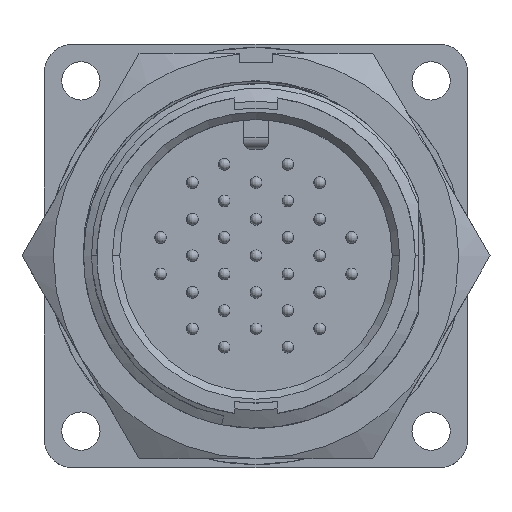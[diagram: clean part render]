
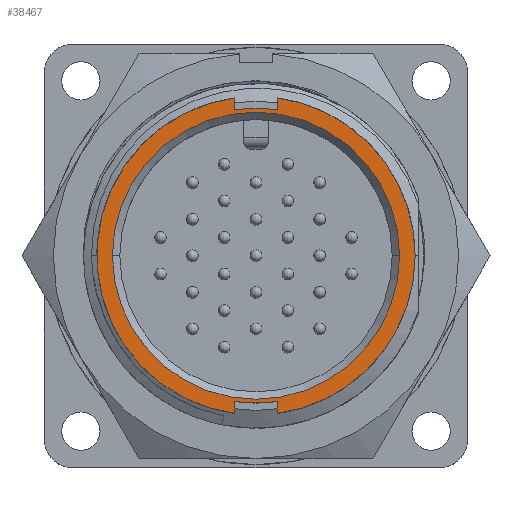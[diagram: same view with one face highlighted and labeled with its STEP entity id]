
A CAD part, top view. The second image highlights one B-rep face of the part: STEP entity #38467.
In plain terms, the highlighted planar face has unit normal (0, 0, 1).
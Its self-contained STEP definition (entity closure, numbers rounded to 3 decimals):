
#345 = ORIENTED_EDGE ( 'NONE', *, *, #3774, .F. ) ;
#362 = DIRECTION ( 'NONE',  ( -1., 0., 0. ) ) ;
#439 = VECTOR ( 'NONE', #27493, 1000. ) ;
#553 = CIRCLE ( 'NONE', #37909, 12.37 ) ;
#743 = VERTEX_POINT ( 'NONE', #8681 ) ;
#916 = AXIS2_PLACEMENT_3D ( 'NONE', #36812, #18575, #362 ) ;
#1022 = EDGE_LOOP ( 'NONE', ( #22098, #35497, #25537, #31145, #1936, #345, #5825, #24841, #2404 ) ) ;
#1128 = EDGE_CURVE ( 'NONE', #35372, #37853, #553, .T. ) ;
#1683 = DIRECTION ( 'NONE',  ( 1., 0., 0. ) ) ;
#1908 = DIRECTION ( 'NONE',  ( 1., 0., 0. ) ) ;
#1936 = ORIENTED_EDGE ( 'NONE', *, *, #9526, .F. ) ;
#2404 = ORIENTED_EDGE ( 'NONE', *, *, #4278, .T. ) ;
#2757 = DIRECTION ( 'NONE',  ( 0., 1., 0. ) ) ;
#2807 = AXIS2_PLACEMENT_3D ( 'NONE', #32875, #14666, #35940 ) ;
#3774 = EDGE_CURVE ( 'NONE', #743, #27289, #39217, .T. ) ;
#4158 = DIRECTION ( 'NONE',  ( 0., 1., 0. ) ) ;
#4278 = EDGE_CURVE ( 'NONE', #22238, #20826, #37760, .T. ) ;
#4397 = CIRCLE ( 'NONE', #916, 12.7 ) ;
#5176 = CARTESIAN_POINT ( 'NONE',  ( 1.842, -12.566, 16.916 ) ) ;
#5209 = VERTEX_POINT ( 'NONE', #38498 ) ;
#5474 = CIRCLE ( 'NONE', #28876, 13.716 ) ;
#5825 = ORIENTED_EDGE ( 'NONE', *, *, #18582, .T. ) ;
#7045 = CARTESIAN_POINT ( 'NONE',  ( -1.841, 13.592, 16.916 ) ) ;
#7787 = CARTESIAN_POINT ( 'NONE',  ( 1.842, 12.566, 16.916 ) ) ;
#8009 = EDGE_CURVE ( 'NONE', #13813, #28988, #32361, .T. ) ;
#8611 = EDGE_LOOP ( 'NONE', ( #38288, #33887 ) ) ;
#8681 = CARTESIAN_POINT ( 'NONE',  ( -1.841, 12.566, 16.916 ) ) ;
#9081 = VECTOR ( 'NONE', #27582, 1000. ) ;
#9526 = EDGE_CURVE ( 'NONE', #27289, #26288, #38016, .T. ) ;
#10427 = DIRECTION ( 'NONE',  ( 0., 0., 1. ) ) ;
#10885 = EDGE_CURVE ( 'NONE', #5209, #26288, #24221, .T. ) ;
#12173 = DIRECTION ( 'NONE',  ( 0., 0., -1. ) ) ;
#12868 = CARTESIAN_POINT ( 'NONE',  ( 0., 0., 16.916 ) ) ;
#13471 = VECTOR ( 'NONE', #4158, 1000. ) ;
#13769 = CARTESIAN_POINT ( 'NONE',  ( 0., 0., 16.916 ) ) ;
#13777 = CARTESIAN_POINT ( 'NONE',  ( 0., 0., 16.916 ) ) ;
#13813 = VERTEX_POINT ( 'NONE', #5176 ) ;
#14666 = DIRECTION ( 'NONE',  ( 0., 0., -1. ) ) ;
#14806 = EDGE_CURVE ( 'NONE', #13813, #20826, #4397, .T. ) ;
#15143 = CARTESIAN_POINT ( 'NONE',  ( 1.842, 13.592, 16.916 ) ) ;
#15639 = VECTOR ( 'NONE', #2757, 1000. ) ;
#15954 = DIRECTION ( 'NONE',  ( 1., 0., 0. ) ) ;
#16580 = PLANE ( 'NONE',  #30442 ) ;
#16601 = AXIS2_PLACEMENT_3D ( 'NONE', #12868, #34175, #15954 ) ;
#16851 = DIRECTION ( 'NONE',  ( 1., 0., 0. ) ) ;
#18575 = DIRECTION ( 'NONE',  ( 0., 0., -1. ) ) ;
#18582 = EDGE_CURVE ( 'NONE', #743, #39311, #24674, .T. ) ;
#19032 = CARTESIAN_POINT ( 'NONE',  ( 1.842, -13.592, 16.916 ) ) ;
#19895 = DIRECTION ( 'NONE',  ( 0., 0., 1. ) ) ;
#20128 = DIRECTION ( 'NONE',  ( 0., 0., -1. ) ) ;
#20826 = VERTEX_POINT ( 'NONE', #28221 ) ;
#21357 = CARTESIAN_POINT ( 'NONE',  ( 1.842, 0., 16.916 ) ) ;
#22010 = AXIS2_PLACEMENT_3D ( 'NONE', #13777, #35051, #16851 ) ;
#22098 = ORIENTED_EDGE ( 'NONE', *, *, #14806, .F. ) ;
#22199 = AXIS2_PLACEMENT_3D ( 'NONE', #30398, #12173, #33469 ) ;
#22238 = VERTEX_POINT ( 'NONE', #26859 ) ;
#24188 = CIRCLE ( 'NONE', #22199, 12.37 ) ;
#24221 = CIRCLE ( 'NONE', #22010, 13.716 ) ;
#24674 = LINE ( 'NONE', #27068, #15639 ) ;
#24841 = ORIENTED_EDGE ( 'NONE', *, *, #31706, .T. ) ;
#25537 = ORIENTED_EDGE ( 'NONE', *, *, #35532, .T. ) ;
#26288 = VERTEX_POINT ( 'NONE', #31418 ) ;
#26859 = CARTESIAN_POINT ( 'NONE',  ( -1.841, -13.592, 16.916 ) ) ;
#27068 = CARTESIAN_POINT ( 'NONE',  ( -1.841, 0., 16.916 ) ) ;
#27289 = VERTEX_POINT ( 'NONE', #7787 ) ;
#27493 = DIRECTION ( 'NONE',  ( 0., 1., 0. ) ) ;
#27582 = DIRECTION ( 'NONE',  ( 0., -1., 0. ) ) ;
#28221 = CARTESIAN_POINT ( 'NONE',  ( -1.841, -12.566, 16.916 ) ) ;
#28655 = CARTESIAN_POINT ( 'NONE',  ( 0., 0., 16.916 ) ) ;
#28876 = AXIS2_PLACEMENT_3D ( 'NONE', #28655, #10427, #31712 ) ;
#28988 = VERTEX_POINT ( 'NONE', #19032 ) ;
#30398 = CARTESIAN_POINT ( 'NONE',  ( 0., 0., 16.916 ) ) ;
#30442 = AXIS2_PLACEMENT_3D ( 'NONE', #13769, #19895, #1683 ) ;
#30684 = EDGE_CURVE ( 'NONE', #37853, #35372, #24188, .T. ) ;
#31096 = FACE_BOUND ( 'NONE', #8611, .T. ) ;
#31145 = ORIENTED_EDGE ( 'NONE', *, *, #10885, .T. ) ;
#31418 = CARTESIAN_POINT ( 'NONE',  ( 1.842, 13.592, 16.916 ) ) ;
#31706 = EDGE_CURVE ( 'NONE', #39311, #22238, #33190, .T. ) ;
#31712 = DIRECTION ( 'NONE',  ( 1., 0., 0. ) ) ;
#32361 = LINE ( 'NONE', #21357, #9081 ) ;
#32875 = CARTESIAN_POINT ( 'NONE',  ( 0., 0., 16.916 ) ) ;
#33190 = CIRCLE ( 'NONE', #16601, 13.716 ) ;
#33469 = DIRECTION ( 'NONE',  ( 1., 0., 0. ) ) ;
#33867 = CARTESIAN_POINT ( 'NONE',  ( 12.37, 0., 16.916 ) ) ;
#33887 = ORIENTED_EDGE ( 'NONE', *, *, #30684, .T. ) ;
#34175 = DIRECTION ( 'NONE',  ( 0., 0., 1. ) ) ;
#34453 = CARTESIAN_POINT ( 'NONE',  ( -12.37, 0., 16.916 ) ) ;
#34465 = CARTESIAN_POINT ( 'NONE',  ( -1.841, 0., 16.916 ) ) ;
#35051 = DIRECTION ( 'NONE',  ( 0., 0., 1. ) ) ;
#35372 = VERTEX_POINT ( 'NONE', #33867 ) ;
#35497 = ORIENTED_EDGE ( 'NONE', *, *, #8009, .T. ) ;
#35532 = EDGE_CURVE ( 'NONE', #28988, #5209, #5474, .T. ) ;
#35940 = DIRECTION ( 'NONE',  ( -1., 0., 0. ) ) ;
#36812 = CARTESIAN_POINT ( 'NONE',  ( 0., 0., 16.916 ) ) ;
#37292 = FACE_OUTER_BOUND ( 'NONE', #1022, .T. ) ;
#37760 = LINE ( 'NONE', #34465, #13471 ) ;
#37853 = VERTEX_POINT ( 'NONE', #34453 ) ;
#37909 = AXIS2_PLACEMENT_3D ( 'NONE', #38342, #20128, #1908 ) ;
#38016 = LINE ( 'NONE', #15143, #439 ) ;
#38288 = ORIENTED_EDGE ( 'NONE', *, *, #1128, .T. ) ;
#38342 = CARTESIAN_POINT ( 'NONE',  ( 0., 0., 16.916 ) ) ;
#38467 = ADVANCED_FACE ( 'NONE', ( #37292, #31096 ), #16580, .T. ) ;
#38498 = CARTESIAN_POINT ( 'NONE',  ( 13.716, 0., 16.916 ) ) ;
#39217 = CIRCLE ( 'NONE', #2807, 12.7 ) ;
#39311 = VERTEX_POINT ( 'NONE', #7045 ) ;
